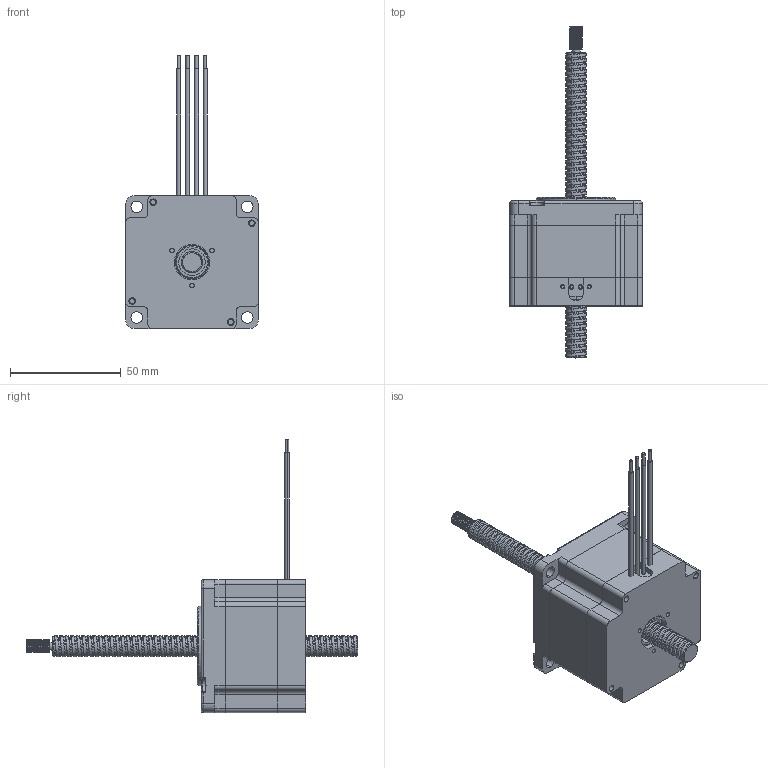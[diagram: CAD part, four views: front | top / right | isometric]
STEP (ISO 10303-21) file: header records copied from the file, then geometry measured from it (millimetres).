
FILE_DESCRIPTION (( 'STEP AP214' ), '1' );
FILE_NAME ('24N21-150.STEP', '2023-03-08T09:12:56', ( '' ), ( '' ), 'SwSTEP 2.0', 'SolidWorks 2022', '' );
FILE_SCHEMA (( 'AUTOMOTIVE_DESIGN' ));
Length unit declared in the file: millimetre
Products named in the file (15): 01-158.STP; 07-011(6902ZZ).STP; 零件1.STP; 铜轴垫片1.STP; 07-040.STP; KS B 1023 - A  M 3 x 30 - H(2).STP; 24N21-150; 04-017.STP; 01-159.STP; 10-004(调整垫).STP; 02-144.STP; 24N21-150.STP; 03-198-1.STP; 垫片2.STP; 06-009(预紧螺母).STP
Assembly tree (19 placements, depth 3):
  24N21-150
    24N21-150.STP
      01-158.STP
      01-159.STP
      02-144.STP
      03-198-1.STP  x2
      06-009(预紧螺母).STP
      07-011(6902ZZ).STP  x2
      07-040.STP
      10-004(调整垫).STP
      04-017.STP
      铜轴垫片1.STP
      垫片2.STP
      KS B 1023 - A  M 3 x 30 - H(2).STP  x4
      零件1.STP
Bounding box: 60 x 150 x 123.4 mm (x, y, z)
Volume: 117518.3 mm3; surface area: 79912.1 mm2
Topology: 18 solids, 18 shells, 1738 faces, 4911 edges, 3237 vertices
Faces by surface type: cylinder 918, plane 676, cone 112, torus 24, bspline 8
Entity records: 51735 total; most frequent: CARTESIAN_POINT 19935, ORIENTED_EDGE 6650, DIRECTION 6105, EDGE_CURVE 3325, VERTEX_POINT 2195, AXIS2_PLACEMENT_3D 2129, VECTOR 1847, LINE 1847
